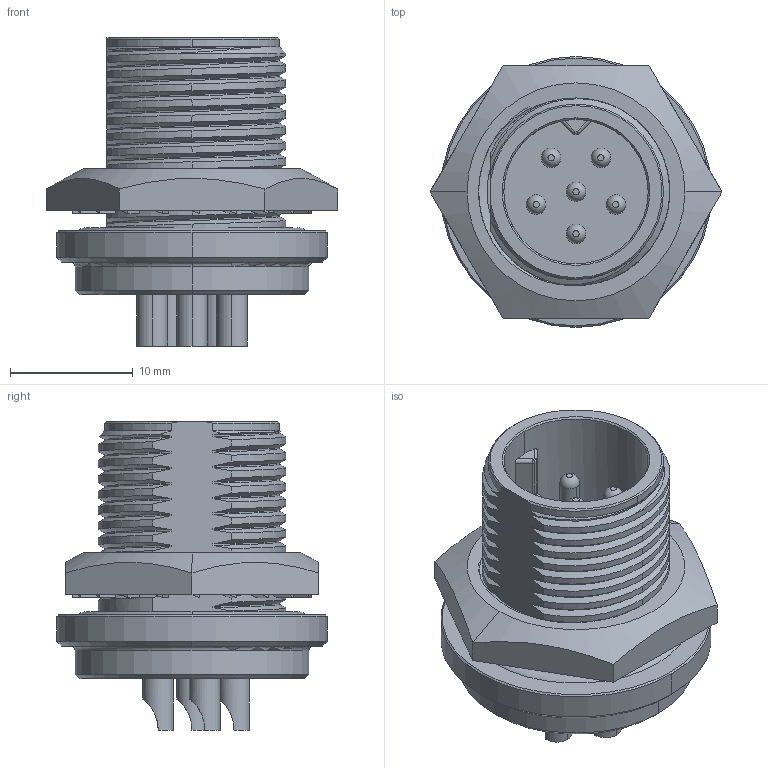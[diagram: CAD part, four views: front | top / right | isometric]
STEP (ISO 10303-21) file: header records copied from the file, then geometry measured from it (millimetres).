
FILE_DESCRIPTION (( 'STEP AP203' ), '1' );
FILE_NAME ('SF7382-6PG-3ES.STEP', '2015-10-22T18:57:27', ( '' ), ( '' ), 'SwSTEP 2.0', 'SolidWorks 2014', '' );
FILE_SCHEMA (( 'CONFIG_CONTROL_DESIGN' ));
Length unit declared in the file: millimetre
Products named in the file (1): SF7382-6PG-3ES
Bounding box: 23.82 x 22.1 x 25.2 mm (x, y, z)
Volume: 4126.3 mm3; surface area: 3589.3 mm2
Topology: 2 solids, 2 shells, 334 faces, 835 edges, 540 vertices
Faces by surface type: plane 172, cylinder 88, bspline 39, cone 23, sphere 8, torus 4
Entity records: 25109 total; most frequent: CARTESIAN_POINT 17644, ORIENTED_EDGE 1638, DIRECTION 1365, EDGE_CURVE 819, VERTEX_POINT 532, VECTOR 483, LINE 483, AXIS2_PLACEMENT_3D 441
